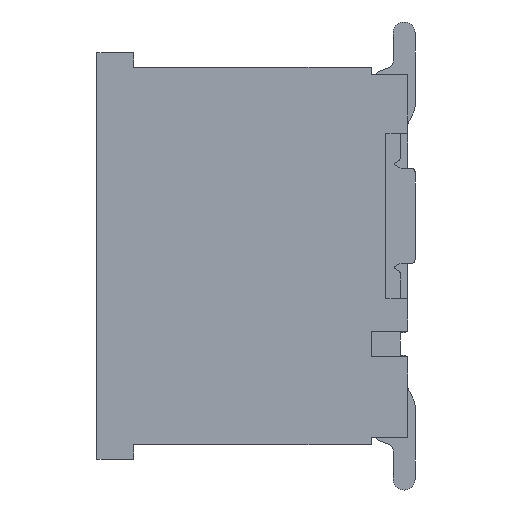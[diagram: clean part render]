
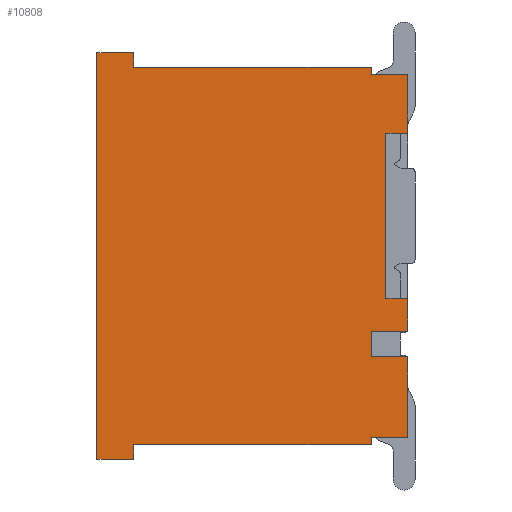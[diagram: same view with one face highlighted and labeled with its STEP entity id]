
A CAD part, left-side view. The second image highlights one B-rep face of the part: STEP entity #10808.
In plain terms, the highlighted planar face has unit normal (-1, 0, 0).
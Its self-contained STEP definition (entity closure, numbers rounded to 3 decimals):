
#106=DIRECTION('',(0.,0.,-1.));
#107=VECTOR('',#106,2.26);
#108=CARTESIAN_POINT('',(-3.65,0.3,1.68));
#109=LINE('',#108,#107);
#369=DIRECTION('',(0.,-1.,0.));
#370=VECTOR('',#369,0.3);
#371=CARTESIAN_POINT('',(-3.65,0.3,1.68));
#372=LINE('',#371,#370);
#377=DIRECTION('',(0.,0.,1.));
#378=VECTOR('',#377,0.1);
#379=CARTESIAN_POINT('',(-3.65,0.5,-2.58));
#380=LINE('',#379,#378);
#381=DIRECTION('',(0.,0.,-1.));
#382=VECTOR('',#381,5.56);
#383=CARTESIAN_POINT('',(-3.65,4.25,2.78));
#384=LINE('',#383,#382);
#385=DIRECTION('',(0.,1.,0.));
#386=VECTOR('',#385,3.25);
#387=CARTESIAN_POINT('',(-3.65,0.5,2.58));
#388=LINE('',#387,#386);
#389=DIRECTION('',(0.,0.,1.));
#390=VECTOR('',#389,0.1);
#391=CARTESIAN_POINT('',(-3.65,0.5,2.48));
#392=LINE('',#391,#390);
#393=DIRECTION('',(0.,1.,0.));
#394=VECTOR('',#393,0.5);
#395=CARTESIAN_POINT('',(-3.65,0.,2.48));
#396=LINE('',#395,#394);
#397=DIRECTION('',(0.,0.,1.));
#398=VECTOR('',#397,0.8);
#399=CARTESIAN_POINT('',(-3.65,0.,1.68));
#400=LINE('',#399,#398);
#401=DIRECTION('',(0.,0.,1.));
#402=VECTOR('',#401,0.45);
#403=CARTESIAN_POINT('',(-3.65,0.,-1.03));
#404=LINE('',#403,#402);
#405=DIRECTION('',(0.,-1.,0.));
#406=VECTOR('',#405,0.5);
#407=CARTESIAN_POINT('',(-3.65,0.5,-1.03));
#408=LINE('',#407,#406);
#409=DIRECTION('',(0.,0.,1.));
#410=VECTOR('',#409,0.35);
#411=CARTESIAN_POINT('',(-3.65,0.5,-1.38));
#412=LINE('',#411,#410);
#413=DIRECTION('',(0.,1.,0.));
#414=VECTOR('',#413,0.5);
#415=CARTESIAN_POINT('',(-3.65,0.,-1.38));
#416=LINE('',#415,#414);
#417=DIRECTION('',(0.,0.,1.));
#418=VECTOR('',#417,1.1);
#419=CARTESIAN_POINT('',(-3.65,0.,-2.48));
#420=LINE('',#419,#418);
#421=DIRECTION('',(0.,-1.,0.));
#422=VECTOR('',#421,0.5);
#423=CARTESIAN_POINT('',(-3.65,0.5,-2.48));
#424=LINE('',#423,#422);
#5647=DIRECTION('',(0.,0.,1.));
#5648=VECTOR('',#5647,0.2);
#5649=CARTESIAN_POINT('',(-3.65,3.75,2.58));
#5650=LINE('',#5649,#5648);
#5659=DIRECTION('',(0.,-1.,0.));
#5660=VECTOR('',#5659,0.5);
#5661=CARTESIAN_POINT('',(-3.65,4.25,2.78));
#5662=LINE('',#5661,#5660);
#5703=DIRECTION('',(0.,1.,0.));
#5704=VECTOR('',#5703,0.5);
#5705=CARTESIAN_POINT('',(-3.65,3.75,-2.78));
#5706=LINE('',#5705,#5704);
#5719=DIRECTION('',(0.,0.,1.));
#5720=VECTOR('',#5719,0.2);
#5721=CARTESIAN_POINT('',(-3.65,3.75,-2.78));
#5722=LINE('',#5721,#5720);
#5731=DIRECTION('',(0.,1.,0.));
#5732=VECTOR('',#5731,3.25);
#5733=CARTESIAN_POINT('',(-3.65,0.5,-2.58));
#5734=LINE('',#5733,#5732);
#7630=DIRECTION('',(0.,1.,0.));
#7631=VECTOR('',#7630,0.3);
#7632=CARTESIAN_POINT('',(-3.65,0.,-0.58));
#7633=LINE('',#7632,#7631);
#8798=CARTESIAN_POINT('',(-3.65,0.,2.48));
#8799=VERTEX_POINT('',#8798);
#8800=CARTESIAN_POINT('',(-3.65,0.,1.68));
#8801=VERTEX_POINT('',#8800);
#8822=CARTESIAN_POINT('',(-3.65,0.,-0.58));
#8823=VERTEX_POINT('',#8822);
#8824=CARTESIAN_POINT('',(-3.65,0.,-1.03));
#8825=VERTEX_POINT('',#8824);
#8912=CARTESIAN_POINT('',(-3.65,0.,-1.38));
#8913=VERTEX_POINT('',#8912);
#8914=CARTESIAN_POINT('',(-3.65,0.,-2.48));
#8915=VERTEX_POINT('',#8914);
#8926=CARTESIAN_POINT('',(-3.65,0.5,-1.03));
#8927=VERTEX_POINT('',#8926);
#9113=CARTESIAN_POINT('',(-3.65,4.25,2.78));
#9114=VERTEX_POINT('',#9113);
#9115=CARTESIAN_POINT('',(-3.65,4.25,-2.78));
#9116=VERTEX_POINT('',#9115);
#9154=CARTESIAN_POINT('',(-3.65,0.5,2.58));
#9156=VERTEX_POINT('',#9154);
#9157=CARTESIAN_POINT('',(-3.65,3.75,2.58));
#9158=VERTEX_POINT('',#9157);
#9174=CARTESIAN_POINT('',(-3.65,0.5,-2.48));
#9176=VERTEX_POINT('',#9174);
#9179=CARTESIAN_POINT('',(-3.65,0.5,-2.58));
#9180=VERTEX_POINT('',#9179);
#9183=CARTESIAN_POINT('',(-3.65,0.5,-1.38));
#9184=VERTEX_POINT('',#9183);
#9185=CARTESIAN_POINT('',(-3.65,0.5,2.48));
#9187=VERTEX_POINT('',#9185);
#9255=CARTESIAN_POINT('',(-3.65,3.75,-2.58));
#9256=VERTEX_POINT('',#9255);
#9257=CARTESIAN_POINT('',(-3.65,3.75,-2.78));
#9258=VERTEX_POINT('',#9257);
#9259=CARTESIAN_POINT('',(-3.65,3.75,2.78));
#9260=VERTEX_POINT('',#9259);
#9261=CARTESIAN_POINT('',(-3.65,0.3,1.68));
#9262=VERTEX_POINT('',#9261);
#9263=CARTESIAN_POINT('',(-3.65,0.3,-0.58));
#9264=VERTEX_POINT('',#9263);
#10765=CARTESIAN_POINT('',(-3.65,2.125,0.));
#10766=DIRECTION('',(1.,0.,0.));
#10767=DIRECTION('',(0.,0.,1.));
#10768=AXIS2_PLACEMENT_3D('',#10765,#10766,#10767);
#10769=PLANE('',#10768);
#10771=ORIENTED_EDGE('',*,*,#10770,.F.);
#10773=ORIENTED_EDGE('',*,*,#10772,.T.);
#10775=ORIENTED_EDGE('',*,*,#10774,.F.);
#10777=ORIENTED_EDGE('',*,*,#10776,.T.);
#10779=ORIENTED_EDGE('',*,*,#10778,.F.);
#10781=ORIENTED_EDGE('',*,*,#10780,.T.);
#10783=ORIENTED_EDGE('',*,*,#10782,.F.);
#10785=ORIENTED_EDGE('',*,*,#10784,.F.);
#10787=ORIENTED_EDGE('',*,*,#10786,.F.);
#10789=ORIENTED_EDGE('',*,*,#10788,.F.);
#10790=ORIENTED_EDGE('',*,*,#10146,.F.);
#10791=ORIENTED_EDGE('',*,*,#10757,.F.);
#10792=ORIENTED_EDGE('',*,*,#10461,.T.);
#10794=ORIENTED_EDGE('',*,*,#10793,.F.);
#10795=ORIENTED_EDGE('',*,*,#10286,.F.);
#10797=ORIENTED_EDGE('',*,*,#10796,.F.);
#10799=ORIENTED_EDGE('',*,*,#10798,.F.);
#10801=ORIENTED_EDGE('',*,*,#10800,.F.);
#10803=ORIENTED_EDGE('',*,*,#10802,.F.);
#10805=ORIENTED_EDGE('',*,*,#10804,.F.);
#10806=EDGE_LOOP('',(#10771,#10773,#10775,#10777,#10779,#10781,#10783,#10785,
#10787,#10789,#10790,#10791,#10792,#10794,#10795,#10797,#10799,#10801,#10803,
#10805));
#10807=FACE_OUTER_BOUND('',#10806,.F.);
#10146=EDGE_CURVE('',#8801,#8799,#400,.T.);
#10286=EDGE_CURVE('',#8825,#8823,#404,.T.);
#10461=EDGE_CURVE('',#9262,#9264,#109,.T.);
#10757=EDGE_CURVE('',#9262,#8801,#372,.T.);
#10770=EDGE_CURVE('',#9180,#9176,#380,.T.);
#10772=EDGE_CURVE('',#9180,#9256,#5734,.T.);
#10774=EDGE_CURVE('',#9258,#9256,#5722,.T.);
#10776=EDGE_CURVE('',#9258,#9116,#5706,.T.);
#10778=EDGE_CURVE('',#9114,#9116,#384,.T.);
#10780=EDGE_CURVE('',#9114,#9260,#5662,.T.);
#10782=EDGE_CURVE('',#9158,#9260,#5650,.T.);
#10784=EDGE_CURVE('',#9156,#9158,#388,.T.);
#10786=EDGE_CURVE('',#9187,#9156,#392,.T.);
#10788=EDGE_CURVE('',#8799,#9187,#396,.T.);
#10793=EDGE_CURVE('',#8823,#9264,#7633,.T.);
#10796=EDGE_CURVE('',#8927,#8825,#408,.T.);
#10798=EDGE_CURVE('',#9184,#8927,#412,.T.);
#10800=EDGE_CURVE('',#8913,#9184,#416,.T.);
#10802=EDGE_CURVE('',#8915,#8913,#420,.T.);
#10804=EDGE_CURVE('',#9176,#8915,#424,.T.);
#10808=ADVANCED_FACE('',(#10807),#10769,.F.);
